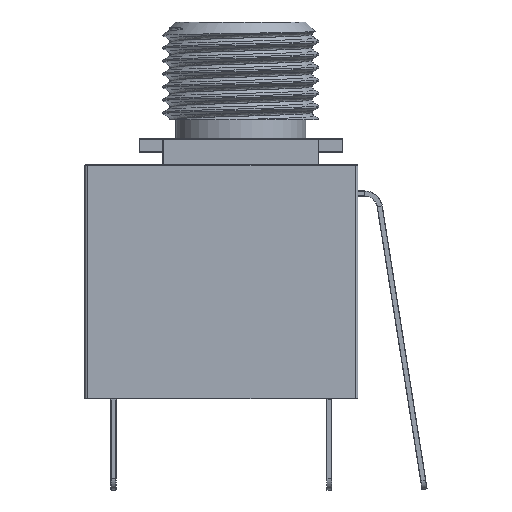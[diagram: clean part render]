
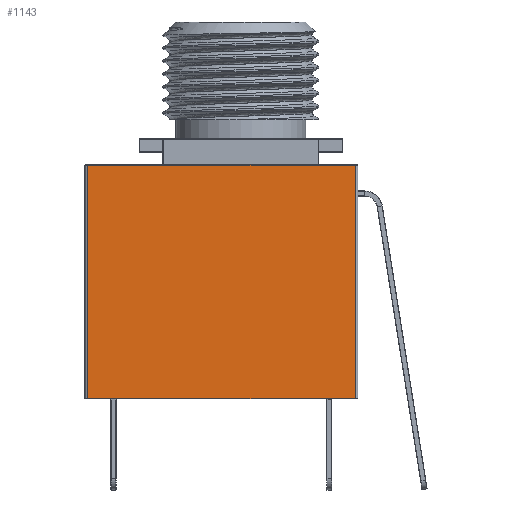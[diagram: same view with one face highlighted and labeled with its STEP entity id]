
A CAD part, left-side view. The second image highlights one B-rep face of the part: STEP entity #1143.
In plain terms, the highlighted planar face has unit normal (-1, 0, 0).
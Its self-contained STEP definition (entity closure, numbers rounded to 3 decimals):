
#71 = CYLINDRICAL_SURFACE('',#72,0.1);
#72 = AXIS2_PLACEMENT_3D('',#73,#74,#75);
#73 = CARTESIAN_POINT('',(-4.9,5.9,0.));
#74 = DIRECTION('',(0.,0.,1.));
#75 = DIRECTION('',(0.,1.,0.));
#338 = VERTEX_POINT('',#339);
#339 = CARTESIAN_POINT('',(-5.,5.9,0.01));
#366 = EDGE_CURVE('',#338,#367,#369,.T.);
#367 = VERTEX_POINT('',#368);
#368 = CARTESIAN_POINT('',(-5.,5.9,8.99));
#369 = SURFACE_CURVE('',#370,(#374,#381),.PCURVE_S1.);
#370 = LINE('',#371,#372);
#371 = CARTESIAN_POINT('',(-5.,5.9,0.));
#372 = VECTOR('',#373,1.);
#373 = DIRECTION('',(0.,0.,1.));
#374 = PCURVE('',#71,#375);
#375 = DEFINITIONAL_REPRESENTATION('',(#376),#380);
#376 = LINE('',#377,#378);
#377 = CARTESIAN_POINT('',(1.571,0.));
#378 = VECTOR('',#379,1.);
#379 = DIRECTION('',(0.,1.));
#380 = ( GEOMETRIC_REPRESENTATION_CONTEXT(2) 
PARAMETRIC_REPRESENTATION_CONTEXT() REPRESENTATION_CONTEXT('2D SPACE',''
  ) );
#381 = PCURVE('',#382,#387);
#382 = PLANE('',#383);
#383 = AXIS2_PLACEMENT_3D('',#384,#385,#386);
#384 = CARTESIAN_POINT('',(-5.,-4.5,0.));
#385 = DIRECTION('',(-1.,0.,0.));
#386 = DIRECTION('',(0.,1.,0.));
#387 = DEFINITIONAL_REPRESENTATION('',(#388),#392);
#388 = LINE('',#389,#390);
#389 = CARTESIAN_POINT('',(10.4,0.));
#390 = VECTOR('',#391,1.);
#391 = DIRECTION('',(0.,-1.));
#392 = ( GEOMETRIC_REPRESENTATION_CONTEXT(2) 
PARAMETRIC_REPRESENTATION_CONTEXT() REPRESENTATION_CONTEXT('2D SPACE',''
  ) );
#1053 = PLANE('',#1054);
#1054 = AXIS2_PLACEMENT_3D('',#1055,#1056,#1057);
#1055 = CARTESIAN_POINT('',(-4.995,-4.4,0.005));
#1056 = DIRECTION('',(-0.707,0.,-0.707
    ));
#1057 = DIRECTION('',(0.,-1.,0.));
#1108 = PLANE('',#1109);
#1109 = AXIS2_PLACEMENT_3D('',#1110,#1111,#1112);
#1110 = CARTESIAN_POINT('',(-4.995,-4.4,8.995));
#1111 = DIRECTION('',(0.707,0.,-0.707));
#1112 = DIRECTION('',(-0.,-1.,-0.));
#1143 = ADVANCED_FACE('',(#1144),#382,.T.);
#1144 = FACE_BOUND('',#1145,.T.);
#1145 = EDGE_LOOP('',(#1146,#1176,#1197,#1198));
#1146 = ORIENTED_EDGE('',*,*,#1147,.T.);
#1147 = EDGE_CURVE('',#1148,#1150,#1152,.T.);
#1148 = VERTEX_POINT('',#1149);
#1149 = CARTESIAN_POINT('',(-5.,-4.4,0.01));
#1150 = VERTEX_POINT('',#1151);
#1151 = CARTESIAN_POINT('',(-5.,-4.4,8.99));
#1152 = SURFACE_CURVE('',#1153,(#1157,#1164),.PCURVE_S1.);
#1153 = LINE('',#1154,#1155);
#1154 = CARTESIAN_POINT('',(-5.,-4.4,0.));
#1155 = VECTOR('',#1156,1.);
#1156 = DIRECTION('',(0.,0.,1.));
#1157 = PCURVE('',#382,#1158);
#1158 = DEFINITIONAL_REPRESENTATION('',(#1159),#1163);
#1159 = LINE('',#1160,#1161);
#1160 = CARTESIAN_POINT('',(0.1,0.));
#1161 = VECTOR('',#1162,1.);
#1162 = DIRECTION('',(0.,-1.));
#1163 = ( GEOMETRIC_REPRESENTATION_CONTEXT(2) 
PARAMETRIC_REPRESENTATION_CONTEXT() REPRESENTATION_CONTEXT('2D SPACE',''
  ) );
#1164 = PCURVE('',#1165,#1170);
#1165 = CYLINDRICAL_SURFACE('',#1166,0.1);
#1166 = AXIS2_PLACEMENT_3D('',#1167,#1168,#1169);
#1167 = CARTESIAN_POINT('',(-4.9,-4.4,0.));
#1168 = DIRECTION('',(0.,0.,1.));
#1169 = DIRECTION('',(-1.,0.,0.));
#1170 = DEFINITIONAL_REPRESENTATION('',(#1171),#1175);
#1171 = LINE('',#1172,#1173);
#1172 = CARTESIAN_POINT('',(0.,0.));
#1173 = VECTOR('',#1174,1.);
#1174 = DIRECTION('',(0.,1.));
#1175 = ( GEOMETRIC_REPRESENTATION_CONTEXT(2) 
PARAMETRIC_REPRESENTATION_CONTEXT() REPRESENTATION_CONTEXT('2D SPACE',''
  ) );
#1176 = ORIENTED_EDGE('',*,*,#1177,.T.);
#1177 = EDGE_CURVE('',#1150,#367,#1178,.T.);
#1178 = SURFACE_CURVE('',#1179,(#1183,#1190),.PCURVE_S1.);
#1179 = LINE('',#1180,#1181);
#1180 = CARTESIAN_POINT('',(-5.,-4.4,8.99));
#1181 = VECTOR('',#1182,1.);
#1182 = DIRECTION('',(0.,1.,0.));
#1183 = PCURVE('',#382,#1184);
#1184 = DEFINITIONAL_REPRESENTATION('',(#1185),#1189);
#1185 = LINE('',#1186,#1187);
#1186 = CARTESIAN_POINT('',(0.1,-8.99));
#1187 = VECTOR('',#1188,1.);
#1188 = DIRECTION('',(1.,0.));
#1189 = ( GEOMETRIC_REPRESENTATION_CONTEXT(2) 
PARAMETRIC_REPRESENTATION_CONTEXT() REPRESENTATION_CONTEXT('2D SPACE',''
  ) );
#1190 = PCURVE('',#1108,#1191);
#1191 = DEFINITIONAL_REPRESENTATION('',(#1192),#1196);
#1192 = LINE('',#1193,#1194);
#1193 = CARTESIAN_POINT('',(-0.,0.007));
#1194 = VECTOR('',#1195,1.);
#1195 = DIRECTION('',(-1.,0.));
#1196 = ( GEOMETRIC_REPRESENTATION_CONTEXT(2) 
PARAMETRIC_REPRESENTATION_CONTEXT() REPRESENTATION_CONTEXT('2D SPACE',''
  ) );
#1197 = ORIENTED_EDGE('',*,*,#366,.F.);
#1198 = ORIENTED_EDGE('',*,*,#1199,.F.);
#1199 = EDGE_CURVE('',#1148,#338,#1200,.T.);
#1200 = SURFACE_CURVE('',#1201,(#1205,#1212),.PCURVE_S1.);
#1201 = LINE('',#1202,#1203);
#1202 = CARTESIAN_POINT('',(-5.,-4.4,0.01));
#1203 = VECTOR('',#1204,1.);
#1204 = DIRECTION('',(0.,1.,0.));
#1205 = PCURVE('',#382,#1206);
#1206 = DEFINITIONAL_REPRESENTATION('',(#1207),#1211);
#1207 = LINE('',#1208,#1209);
#1208 = CARTESIAN_POINT('',(0.1,-0.01));
#1209 = VECTOR('',#1210,1.);
#1210 = DIRECTION('',(1.,0.));
#1211 = ( GEOMETRIC_REPRESENTATION_CONTEXT(2) 
PARAMETRIC_REPRESENTATION_CONTEXT() REPRESENTATION_CONTEXT('2D SPACE',''
  ) );
#1212 = PCURVE('',#1053,#1213);
#1213 = DEFINITIONAL_REPRESENTATION('',(#1214),#1218);
#1214 = LINE('',#1215,#1216);
#1215 = CARTESIAN_POINT('',(-0.,0.007));
#1216 = VECTOR('',#1217,1.);
#1217 = DIRECTION('',(-1.,0.));
#1218 = ( GEOMETRIC_REPRESENTATION_CONTEXT(2) 
PARAMETRIC_REPRESENTATION_CONTEXT() REPRESENTATION_CONTEXT('2D SPACE',''
  ) );
